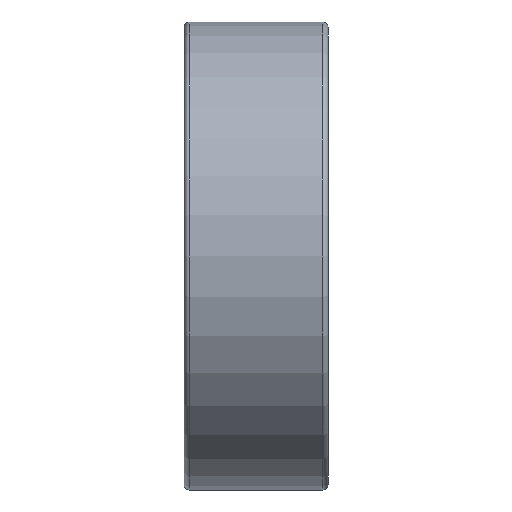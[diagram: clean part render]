
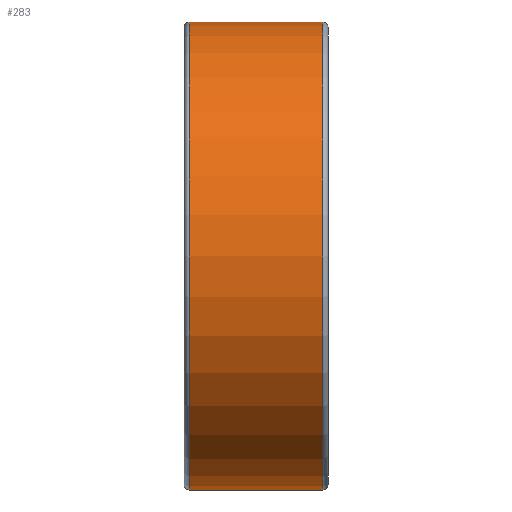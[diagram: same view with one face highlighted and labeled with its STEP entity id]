
A CAD part, front view. The second image highlights one B-rep face of the part: STEP entity #283.
In plain terms, the highlighted cylindrical face has radius 13 mm (diameter 26 mm), a full revolution.
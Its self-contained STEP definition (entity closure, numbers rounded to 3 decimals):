
#283 = ADVANCED_FACE( '', ( #479, #480 ), #481, .T. );
#479 = FACE_OUTER_BOUND( '', #666, .T. );
#480 = FACE_OUTER_BOUND( '', #667, .T. );
#481 = CYLINDRICAL_SURFACE( '', #668, 13. );
#666 = EDGE_LOOP( '', ( #869 ) );
#667 = EDGE_LOOP( '', ( #870 ) );
#668 = AXIS2_PLACEMENT_3D( '', #871, #872, #873 );
#869 = ORIENTED_EDGE( '', *, *, #1072, .T. );
#870 = ORIENTED_EDGE( '', *, *, #1084, .F. );
#871 = CARTESIAN_POINT( '', ( 50., 0., 0. ) );
#872 = DIRECTION( '', ( -1., 0., 0. ) );
#873 = DIRECTION( '', ( 0., 0., -1. ) );
#1072 = EDGE_CURVE( '', #1178, #1178, #1179, .T. );
#1084 = EDGE_CURVE( '', #1197, #1197, #1198, .T. );
#1178 = VERTEX_POINT( '', #1305 );
#1179 = CIRCLE( '', #1306, 13. );
#1197 = VERTEX_POINT( '', #1324 );
#1198 = CIRCLE( '', #1325, 13. );
#1305 = CARTESIAN_POINT( '', ( 0.3, 0., -13. ) );
#1306 = AXIS2_PLACEMENT_3D( '', #1440, #1441, #1442 );
#1324 = CARTESIAN_POINT( '', ( 7.7, 0., -13. ) );
#1325 = AXIS2_PLACEMENT_3D( '', #1461, #1462, #1463 );
#1440 = CARTESIAN_POINT( '', ( 0.3, 0., 0. ) );
#1441 = DIRECTION( '', ( 1., 0., 0. ) );
#1442 = DIRECTION( '', ( 0., 0., -1. ) );
#1461 = CARTESIAN_POINT( '', ( 7.7, 0., 0. ) );
#1462 = DIRECTION( '', ( 1., 0., 0. ) );
#1463 = DIRECTION( '', ( 0., 0., -1. ) );
